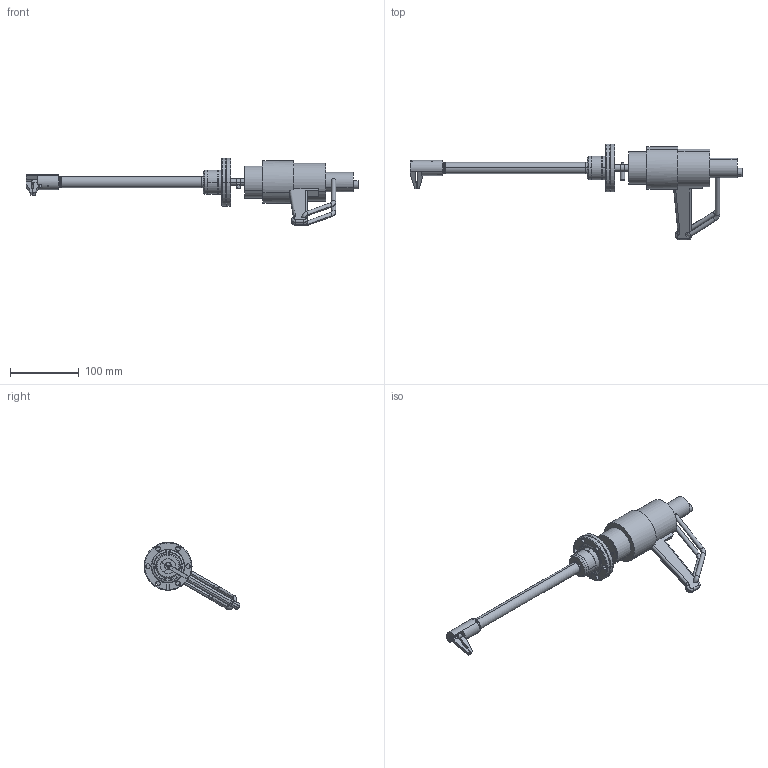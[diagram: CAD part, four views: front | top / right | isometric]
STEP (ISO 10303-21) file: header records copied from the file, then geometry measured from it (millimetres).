
FILE_DESCRIPTION((''),'2;1');
FILE_NAME('ZMH150_ASM','2012-05-09T',('michael.docksey'),(''),'PRO/ENGINEER BY PARAMETRIC TECHNOLOGY CORPORATION, 2009300','PRO/ENGINEER BY PARAMETRIC TECHNOLOGY CORPORATION, 2009300','');
FILE_SCHEMA(('CONFIG_CONTROL_DESIGN'));
Length unit declared in the file: millimetre
Products named in the file (17): 355; 352; 34D; 34C; 34B; 34A; 349; 348; 347; 346; 343; 342; ASM0005_CLS6257_ASM; WS_PG_HANDLE; WPSG_BELLOWS_150_; I5160; ZMH150_ASM
Assembly tree (16 placements, depth 3):
  ZMH150_ASM
    ASM0005_CLS6257_ASM
      355
      352
      34D
      34C
      34B
      34A
      349
      348
      347
      346
      343
      342
    WS_PG_HANDLE
    WPSG_BELLOWS_150_
    I5160
Bounding box: 483.54 x 139.72 x 98.48 mm (x, y, z)
Volume: 481465.7 mm3; surface area: 99268.2 mm2
Topology: 18 solids, 19 shells, 513 faces, 1246 edges, 780 vertices
Faces by surface type: cylinder 228, plane 166, cone 68, torus 43, sphere 6, bspline 2
Entity records: 33928 total; most frequent: CARTESIAN_POINT 21017, DIRECTION 2926, ORIENTED_EDGE 2464, EDGE_CURVE 1232, AXIS2_PLACEMENT_3D 1202, VERTEX_POINT 780, CIRCLE 646, EDGE_LOOP 606
